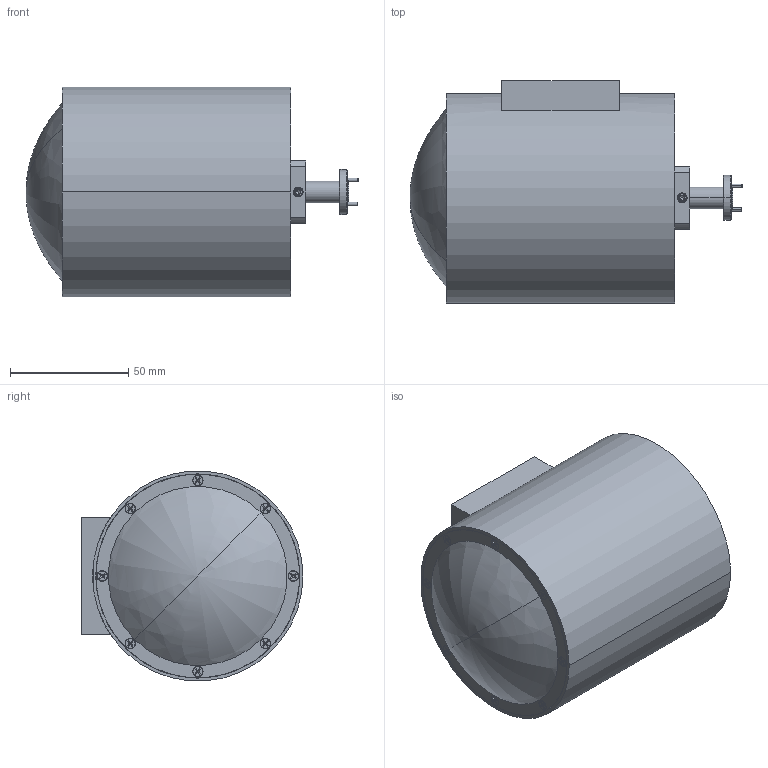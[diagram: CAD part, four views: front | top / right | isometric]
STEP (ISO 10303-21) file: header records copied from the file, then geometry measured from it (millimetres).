
FILE_DESCRIPTION (( 'STEP AP203' ), '1' );
FILE_NAME ('AG-CW34-094.STEP', '2022-03-10T02:52:29', ( '' ), ( '' ), 'SwSTEP 2.0', 'SolidWorks 2021', '' );
FILE_SCHEMA (( 'CONFIG_CONTROL_DESIGN' ));
Length unit declared in the file: millimetre
Products named in the file (1): AG-CW34-094
Bounding box: 140.35 x 93.81 x 88.65 mm (x, y, z)
Volume: 657183.8 mm3; surface area: 52909.7 mm2
Topology: 39 solids, 39 shells, 1088 faces, 2562 edges, 1583 vertices
Faces by surface type: plane 507, cylinder 313, cone 266, bspline 2
Entity records: 32632 total; most frequent: CARTESIAN_POINT 8189, DIRECTION 5097, ORIENTED_EDGE 5016, EDGE_CURVE 2508, AXIS2_PLACEMENT_3D 1983, VERTEX_POINT 1583, EDGE_LOOP 1207, VECTOR 1131
